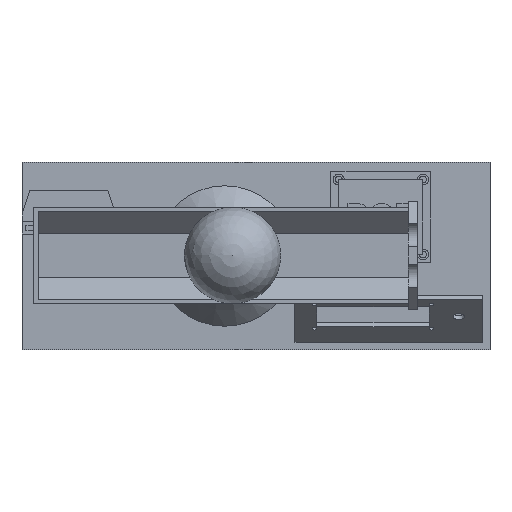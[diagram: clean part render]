
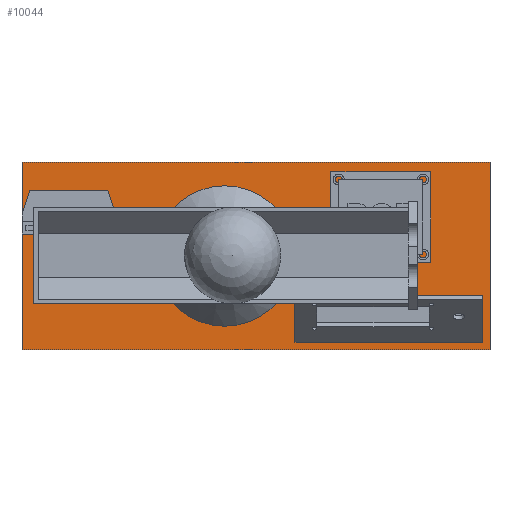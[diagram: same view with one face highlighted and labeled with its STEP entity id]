
A CAD part, top view. The second image highlights one B-rep face of the part: STEP entity #10044.
In plain terms, the highlighted planar face has unit normal (0, 0, 1).
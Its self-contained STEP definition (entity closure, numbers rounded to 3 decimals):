
#1154=FACE_OUTER_BOUND('',#1725,.T.);
#1725=EDGE_LOOP('',(#6719,#6720,#6721,#6722));
#2384=LINE('',#13488,#3256);
#2388=LINE('',#13496,#3260);
#2391=LINE('',#13502,#3263);
#2394=LINE('',#13507,#3266);
#3256=VECTOR('',#11300,10.);
#3260=VECTOR('',#11306,10.);
#3263=VECTOR('',#11311,10.);
#3266=VECTOR('',#11316,10.);
#4128=VERTEX_POINT('',#13486);
#4129=VERTEX_POINT('',#13487);
#4132=VERTEX_POINT('',#13495);
#4134=VERTEX_POINT('',#13501);
#5152=EDGE_CURVE('',#4128,#4129,#2384,.T.);
#5156=EDGE_CURVE('',#4129,#4132,#2388,.T.);
#5159=EDGE_CURVE('',#4132,#4134,#2391,.T.);
#5162=EDGE_CURVE('',#4134,#4128,#2394,.T.);
#6719=ORIENTED_EDGE('',*,*,#5162,.T.);
#6720=ORIENTED_EDGE('',*,*,#5152,.T.);
#6721=ORIENTED_EDGE('',*,*,#5156,.T.);
#6722=ORIENTED_EDGE('',*,*,#5159,.T.);
#9809=PLANE('',#10643);
#10044=ADVANCED_FACE('',(#1154),#9809,.T.);
#10643=AXIS2_PLACEMENT_3D('',#13509,#11318,#11319);
#11300=DIRECTION('',(1.,0.,0.));
#11306=DIRECTION('',(0.,1.,0.));
#11311=DIRECTION('',(-1.,0.,0.));
#11316=DIRECTION('',(0.,-1.,0.));
#11318=DIRECTION('center_axis',(0.,0.,1.));
#11319=DIRECTION('ref_axis',(1.,0.,0.));
#13486=CARTESIAN_POINT('',(-150.,-50.,0.));
#13487=CARTESIAN_POINT('',(150.,-50.,0.));
#13488=CARTESIAN_POINT('',(-150.,-50.,0.));
#13495=CARTESIAN_POINT('',(150.,70.,0.));
#13496=CARTESIAN_POINT('',(150.,-50.,0.));
#13501=CARTESIAN_POINT('',(-150.,70.,0.));
#13502=CARTESIAN_POINT('',(150.,70.,0.));
#13507=CARTESIAN_POINT('',(-150.,70.,0.));
#13509=CARTESIAN_POINT('Origin',(0.,10.,
0.));
